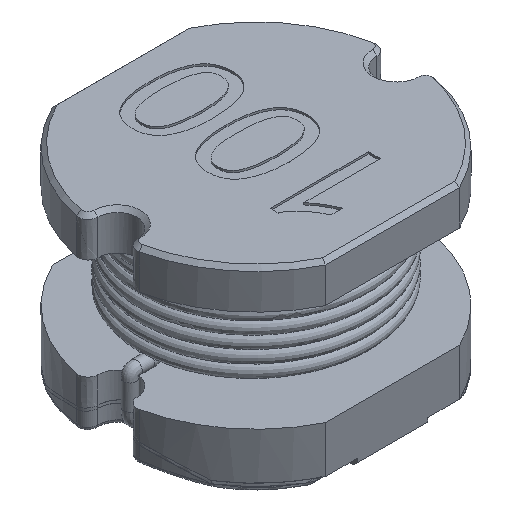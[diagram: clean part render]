
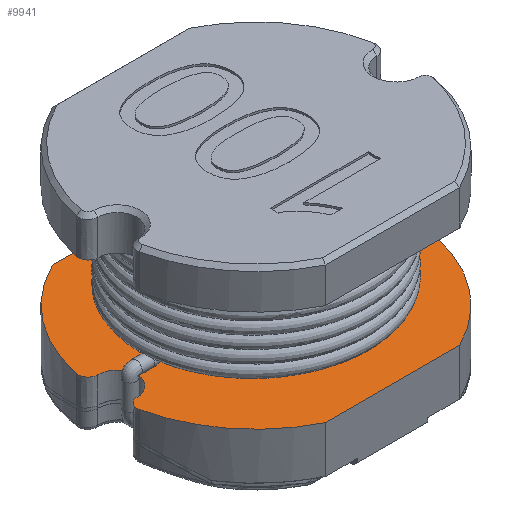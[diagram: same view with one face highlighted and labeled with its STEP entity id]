
A CAD part, isometric view. The second image highlights one B-rep face of the part: STEP entity #9941.
In plain terms, the highlighted free-form (B-spline) face has degree [1, 1] with [2, 2] control points.
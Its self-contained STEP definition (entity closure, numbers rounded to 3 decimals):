
#9217=CARTESIAN_POINT('',(1.72,-3.5,-3.6));
#9218=VERTEX_POINT('',#9217);
#9219=CARTESIAN_POINT('',(-1.72,-3.5,-3.6));
#9220=VERTEX_POINT('',#9219);
#9221=CARTESIAN_POINT('',(1.72,-3.5,-3.6));
#9222=CARTESIAN_POINT('',(-1.72,-3.5,-3.6));
#9223=B_SPLINE_CURVE_WITH_KNOTS('',1,(#9221,#9222),.POLYLINE_FORM.,.F.,.U.,(2,2),(0.513,0.715),.UNSPECIFIED.);
#9224=EDGE_CURVE('',#9218,#9220,#9223,.T.);
#9281=CARTESIAN_POINT('',(-1.72,3.5,-3.6));
#9282=VERTEX_POINT('',#9281);
#9283=CARTESIAN_POINT('',(1.72,3.5,-3.6));
#9284=VERTEX_POINT('',#9283);
#9285=CARTESIAN_POINT('',(-1.72,3.5,-3.6));
#9286=CARTESIAN_POINT('',(1.72,3.5,-3.6));
#9287=B_SPLINE_CURVE_WITH_KNOTS('',1,(#9285,#9286),.POLYLINE_FORM.,.F.,.U.,(2,2),(0.285,0.487),.UNSPECIFIED.);
#9288=EDGE_CURVE('',#9282,#9284,#9287,.T.);
#9388=CARTESIAN_POINT('',(3.812,-0.822,-3.6));
#9389=VERTEX_POINT('',#9388);
#9390=CARTESIAN_POINT('',(3.812,-0.822,-3.6));
#9391=CARTESIAN_POINT('',(3.415,-2.667,-3.6));
#9392=CARTESIAN_POINT('',(1.72,-3.5,-3.6));
#9393=(BOUNDED_CURVE()B_SPLINE_CURVE(2,(#9390,#9391,#9392),.CIRCULAR_ARC.,.F.,.U.)B_SPLINE_CURVE_WITH_KNOTS((3,3),(0.598,1.),.UNSPECIFIED.)CURVE()GEOMETRIC_REPRESENTATION_ITEM()RATIONAL_B_SPLINE_CURVE((0.952,0.878,1.))REPRESENTATION_ITEM(''));
#9394=EDGE_CURVE('',#9389,#9218,#9393,.T.);
#9434=CARTESIAN_POINT('',(3.821,0.781,-3.6));
#9435=VERTEX_POINT('',#9434);
#9443=CARTESIAN_POINT('',(1.72,3.5,-3.6));
#9444=CARTESIAN_POINT('',(3.438,2.656,-3.6));
#9445=CARTESIAN_POINT('',(3.821,0.781,-3.6));
#9446=(BOUNDED_CURVE()B_SPLINE_CURVE(2,(#9443,#9444,#9445),.CIRCULAR_ARC.,.F.,.U.)B_SPLINE_CURVE_WITH_KNOTS((3,3),(0.,0.407),.UNSPECIFIED.)CURVE()GEOMETRIC_REPRESENTATION_ITEM()RATIONAL_B_SPLINE_CURVE((1.,0.877,0.954))REPRESENTATION_ITEM(''));
#9447=EDGE_CURVE('',#9284,#9435,#9446,.T.);
#9482=CARTESIAN_POINT('',(-3.821,0.781,-3.6));
#9483=VERTEX_POINT('',#9482);
#9484=CARTESIAN_POINT('',(-1.72,3.5,-3.6));
#9485=CARTESIAN_POINT('',(-3.438,2.656,-3.6));
#9486=CARTESIAN_POINT('',(-3.821,0.781,-3.6));
#9487=(BOUNDED_CURVE()B_SPLINE_CURVE(2,(#9484,#9485,#9486),.CIRCULAR_ARC.,.F.,.U.)B_SPLINE_CURVE_WITH_KNOTS((3,3),(0.325,0.466),.UNSPECIFIED.)CURVE()GEOMETRIC_REPRESENTATION_ITEM()RATIONAL_B_SPLINE_CURVE((0.877,0.811,0.931))REPRESENTATION_ITEM(''));
#9488=EDGE_CURVE('',#9282,#9483,#9487,.T.);
#9528=CARTESIAN_POINT('',(-3.812,-0.822,-3.6));
#9529=VERTEX_POINT('',#9528);
#9537=CARTESIAN_POINT('',(-3.812,-0.822,-3.6));
#9538=CARTESIAN_POINT('',(-3.415,-2.667,-3.6));
#9539=CARTESIAN_POINT('',(-1.72,-3.5,-3.6));
#9540=(BOUNDED_CURVE()B_SPLINE_CURVE(2,(#9537,#9538,#9539),.CIRCULAR_ARC.,.F.,.U.)B_SPLINE_CURVE_WITH_KNOTS((3,3),(0.536,0.675),.UNSPECIFIED.)CURVE()GEOMETRIC_REPRESENTATION_ITEM()RATIONAL_B_SPLINE_CURVE((0.928,0.812,0.877))REPRESENTATION_ITEM(''));
#9541=EDGE_CURVE('',#9529,#9220,#9540,.T.);
#9579=CARTESIAN_POINT('',(-3.57,-0.519,-3.6));
#9580=VERTEX_POINT('',#9579);
#9588=CARTESIAN_POINT('',(-3.576,0.481,-3.6));
#9589=VERTEX_POINT('',#9588);
#9590=CARTESIAN_POINT('',(-3.57,-0.519,-3.6));
#9591=CARTESIAN_POINT('',(-3.352,-0.517,-3.6));
#9592=CARTESIAN_POINT('',(-3.205,-0.355,-3.6));
#9593=CARTESIAN_POINT('',(-2.897,-0.015,-3.6));
#9594=CARTESIAN_POINT('',(-3.208,0.321,-3.6));
#9595=CARTESIAN_POINT('',(-3.357,0.481,-3.6));
#9596=CARTESIAN_POINT('',(-3.576,0.481,-3.6));
#9597=(BOUNDED_CURVE()B_SPLINE_CURVE(2,(#9590,#9591,#9592,#9593,#9594,#9595,#9596),.CIRCULAR_ARC.,.F.,.U.)B_SPLINE_CURVE_WITH_KNOTS((3,2,2,3),(0.149,0.333,0.667,0.851),.UNSPECIFIED.)CURVE()GEOMETRIC_REPRESENTATION_ITEM()RATIONAL_B_SPLINE_CURVE((0.87,0.855,1.,0.737,1.,0.855,0.87))REPRESENTATION_ITEM(''));
#9598=EDGE_CURVE('',#9580,#9589,#9597,.T.);
#9640=CARTESIAN_POINT('',(3.576,0.481,-3.6));
#9641=VERTEX_POINT('',#9640);
#9649=CARTESIAN_POINT('',(3.57,-0.519,-3.6));
#9650=VERTEX_POINT('',#9649);
#9651=CARTESIAN_POINT('',(3.576,0.481,-3.6));
#9652=CARTESIAN_POINT('',(3.357,0.481,-3.6));
#9653=CARTESIAN_POINT('',(3.208,0.321,-3.6));
#9654=CARTESIAN_POINT('',(2.897,-0.015,-3.6));
#9655=CARTESIAN_POINT('',(3.205,-0.355,-3.6));
#9656=CARTESIAN_POINT('',(3.352,-0.517,-3.6));
#9657=CARTESIAN_POINT('',(3.57,-0.519,-3.6));
#9658=(BOUNDED_CURVE()B_SPLINE_CURVE(2,(#9651,#9652,#9653,#9654,#9655,#9656,#9657),.CIRCULAR_ARC.,.F.,.U.)B_SPLINE_CURVE_WITH_KNOTS((3,2,2,3),(0.149,0.333,0.667,0.851),.UNSPECIFIED.)CURVE()GEOMETRIC_REPRESENTATION_ITEM()RATIONAL_B_SPLINE_CURVE((0.87,0.855,1.,0.737,1.,0.855,0.87))REPRESENTATION_ITEM(''));
#9659=EDGE_CURVE('',#9641,#9650,#9658,.T.);
#9704=CARTESIAN_POINT('',(3.576,0.481,-3.6));
#9705=CARTESIAN_POINT('',(3.694,0.481,-3.6));
#9706=CARTESIAN_POINT('',(3.845,0.665,-3.6));
#9707=CARTESIAN_POINT('',(3.821,0.781,-3.6));
#9708=(BOUNDED_CURVE()B_SPLINE_CURVE(2,(#9704,#9705,#9706,#9707),.UNSPECIFIED.,.F.,.U.)B_SPLINE_CURVE_WITH_KNOTS((3,1,3),(0.,0.5,1.),.UNSPECIFIED.)CURVE()GEOMETRIC_REPRESENTATION_ITEM()RATIONAL_B_SPLINE_CURVE((1.,0.816,0.816,1.))REPRESENTATION_ITEM(''));
#9709=EDGE_CURVE('',#9641,#9435,#9708,.T.);
#9748=CARTESIAN_POINT('',(3.57,-0.519,-3.6));
#9749=CARTESIAN_POINT('',(3.689,-0.52,-3.6));
#9750=CARTESIAN_POINT('',(3.837,-0.706,-3.6));
#9751=CARTESIAN_POINT('',(3.812,-0.822,-3.6));
#9752=(BOUNDED_CURVE()B_SPLINE_CURVE(2,(#9748,#9749,#9750,#9751),.UNSPECIFIED.,.F.,.U.)B_SPLINE_CURVE_WITH_KNOTS((3,1,3),(0.,0.5,1.),.UNSPECIFIED.)CURVE()GEOMETRIC_REPRESENTATION_ITEM()RATIONAL_B_SPLINE_CURVE((1.,0.816,0.816,1.))REPRESENTATION_ITEM(''));
#9753=EDGE_CURVE('',#9650,#9389,#9752,.T.);
#9788=CARTESIAN_POINT('',(-3.576,0.481,-3.6));
#9789=CARTESIAN_POINT('',(-3.694,0.481,-3.6));
#9790=CARTESIAN_POINT('',(-3.845,0.665,-3.6));
#9791=CARTESIAN_POINT('',(-3.821,0.781,-3.6));
#9792=(BOUNDED_CURVE()B_SPLINE_CURVE(2,(#9788,#9789,#9790,#9791),.UNSPECIFIED.,.F.,.U.)B_SPLINE_CURVE_WITH_KNOTS((3,1,3),(0.,0.5,1.),.UNSPECIFIED.)CURVE()GEOMETRIC_REPRESENTATION_ITEM()RATIONAL_B_SPLINE_CURVE((1.,0.816,0.816,1.))REPRESENTATION_ITEM(''));
#9793=EDGE_CURVE('',#9589,#9483,#9792,.T.);
#9828=CARTESIAN_POINT('',(-3.57,-0.519,-3.6));
#9829=CARTESIAN_POINT('',(-3.689,-0.52,-3.6));
#9830=CARTESIAN_POINT('',(-3.837,-0.706,-3.6));
#9831=CARTESIAN_POINT('',(-3.812,-0.822,-3.6));
#9832=(BOUNDED_CURVE()B_SPLINE_CURVE(2,(#9828,#9829,#9830,#9831),.UNSPECIFIED.,.F.,.U.)B_SPLINE_CURVE_WITH_KNOTS((3,1,3),(0.,0.5,1.),.UNSPECIFIED.)CURVE()GEOMETRIC_REPRESENTATION_ITEM()RATIONAL_B_SPLINE_CURVE((1.,0.816,0.816,1.))REPRESENTATION_ITEM(''));
#9833=EDGE_CURVE('',#9580,#9529,#9832,.T.);
#9906=CARTESIAN_POINT('',(-11.7,11.7,-3.6));
#9907=CARTESIAN_POINT('',(-11.7,-11.7,-3.6));
#9908=CARTESIAN_POINT('',(11.7,11.7,-3.6));
#9909=CARTESIAN_POINT('',(11.7,-11.7,-3.6));
#9910=B_SPLINE_SURFACE_WITH_KNOTS('',1,1,((#9906,#9907),(#9908,#9909)),.PLANE_SURF.,.F.,.F.,.U.,(2,2),(2,2),(-1.,2.),(-1.,2.),.UNSPECIFIED.);
#9911=ORIENTED_EDGE('',*,*,#9833,.F.);
#9912=ORIENTED_EDGE('',*,*,#9598,.T.);
#9913=ORIENTED_EDGE('',*,*,#9793,.T.);
#9914=ORIENTED_EDGE('',*,*,#9488,.F.);
#9915=ORIENTED_EDGE('',*,*,#9288,.T.);
#9916=ORIENTED_EDGE('',*,*,#9447,.T.);
#9917=ORIENTED_EDGE('',*,*,#9709,.F.);
#9918=ORIENTED_EDGE('',*,*,#9659,.T.);
#9919=ORIENTED_EDGE('',*,*,#9753,.T.);
#9920=ORIENTED_EDGE('',*,*,#9394,.T.);
#9921=ORIENTED_EDGE('',*,*,#9224,.T.);
#9922=ORIENTED_EDGE('',*,*,#9541,.F.);
#9923=EDGE_LOOP('',(#9911,#9912,#9913,#9914,#9915,#9916,#9917,#9918,#9919,#9920,#9921,#9922));
#9924=FACE_OUTER_BOUND('',#9923,.F.);
#9925=CARTESIAN_POINT('',(1.7,0.,-3.6));
#9926=VERTEX_POINT('',#9925);
#9927=CARTESIAN_POINT('',(1.7,0.,-3.6));
#9928=CARTESIAN_POINT('',(1.7,-1.7,-3.6));
#9929=CARTESIAN_POINT('',(0.,-1.7,-3.6));
#9930=CARTESIAN_POINT('',(-1.7,-1.7,-3.6));
#9931=CARTESIAN_POINT('',(-1.7,0.,-3.6));
#9932=CARTESIAN_POINT('',(-1.7,1.7,-3.6));
#9933=CARTESIAN_POINT('',(0.,1.7,-3.6));
#9934=CARTESIAN_POINT('',(1.7,1.7,-3.6));
#9935=CARTESIAN_POINT('',(1.7,0.,-3.6));
#9936=(BOUNDED_CURVE()B_SPLINE_CURVE(2,(#9927,#9928,#9929,#9930,#9931,#9932,#9933,#9934,#9935),.CIRCULAR_ARC.,.T.,.U.)B_SPLINE_CURVE_WITH_KNOTS((3,2,2,2,3),(0.,0.25,0.5,0.75,1.),.UNSPECIFIED.)CURVE()GEOMETRIC_REPRESENTATION_ITEM()RATIONAL_B_SPLINE_CURVE((1.,0.707,1.,0.707,1.,0.707,1.,0.707,1.))REPRESENTATION_ITEM(''));
#9937=EDGE_CURVE('',#9926,#9926,#9936,.T.);
#9938=ORIENTED_EDGE('',*,*,#9937,.F.);
#9939=EDGE_LOOP('',(#9938));
#9940=FACE_BOUND('',#9939,.F.);
#9941=ADVANCED_FACE('',(#9924,#9940),#9910,.F.);
